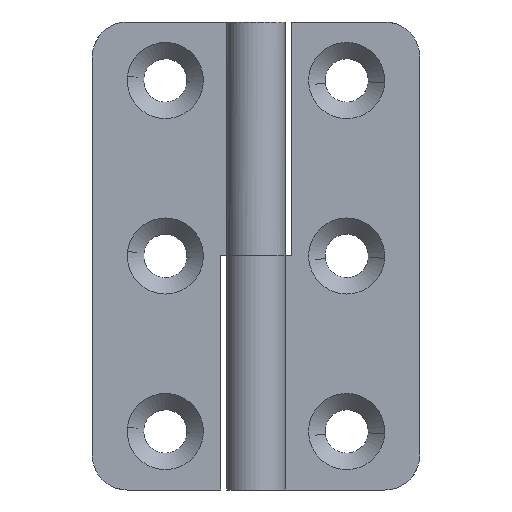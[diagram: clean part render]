
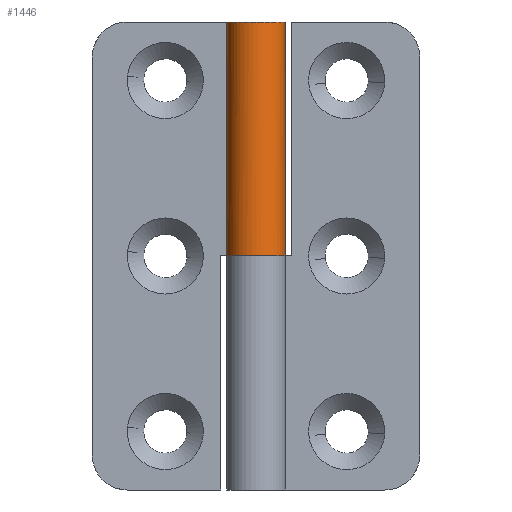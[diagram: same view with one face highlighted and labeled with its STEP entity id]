
A CAD part, front view. The second image highlights one B-rep face of the part: STEP entity #1446.
In plain terms, the highlighted free-form (B-spline) face has degree [1, 2] with [2, 7] control points.
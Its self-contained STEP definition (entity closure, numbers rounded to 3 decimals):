
#1125=CARTESIAN_POINT('',(0.0,2.5,20.0));
#1126=VERTEX_POINT('',#1125);
#1132=CARTESIAN_POINT('',(-2.312,0.95,20.0));
#1133=VERTEX_POINT('',#1132);
#1134=CARTESIAN_POINT('',(0.0,2.5,20.0));
#1135=CARTESIAN_POINT('',(1.853,2.5,20.));
#1136=CARTESIAN_POINT('',(2.392,0.727,20.0));
#1137=CARTESIAN_POINT('',(2.931,-1.045,20.));
#1138=CARTESIAN_POINT('',(1.392,-2.077,20.0));
#1139=CARTESIAN_POINT('',(-0.147,-3.108,20.));
#1140=CARTESIAN_POINT('',(-1.582,-1.936,20.0));
#1141=CARTESIAN_POINT('',(-3.017,-0.764,20.));
#1142=CARTESIAN_POINT('',(-2.312,0.95,20.0));
#1150=(BOUNDED_CURVE()B_SPLINE_CURVE(2,(#1134,#1135,#1136,#1137,#1138,#1139,#1140,#1141,#1142),.UNSPECIFIED.,.F.,.U.)B_SPLINE_CURVE_WITH_KNOTS((3,2,2,2,3),(0.0,0.25,0.5,0.75,1.0),.UNSPECIFIED.)CURVE()GEOMETRIC_REPRESENTATION_ITEM()RATIONAL_B_SPLINE_CURVE((1.0,0.803,1.0,0.803,1.0,0.803,1.0,0.803,1.0))REPRESENTATION_ITEM(''));
#1151=EDGE_CURVE('',#1126,#1133,#1150,.T.);
#1337=CARTESIAN_POINT('',(-2.312,0.95,40.));
#1338=VERTEX_POINT('',#1337);
#1344=CARTESIAN_POINT('',(0.0,2.5,40.));
#1345=VERTEX_POINT('',#1344);
#1346=CARTESIAN_POINT('',(-2.312,0.95,40.));
#1347=CARTESIAN_POINT('',(-3.017,-0.764,40.));
#1348=CARTESIAN_POINT('',(-1.582,-1.936,40.));
#1349=CARTESIAN_POINT('',(-0.147,-3.108,40.));
#1350=CARTESIAN_POINT('',(1.392,-2.077,40.));
#1351=CARTESIAN_POINT('',(2.931,-1.045,40.));
#1352=CARTESIAN_POINT('',(2.392,0.727,40.));
#1353=CARTESIAN_POINT('',(1.853,2.5,40.));
#1354=CARTESIAN_POINT('',(0.0,2.5,40.));
#1362=(BOUNDED_CURVE()B_SPLINE_CURVE(2,(#1346,#1347,#1348,#1349,#1350,#1351,#1352,#1353,#1354),.UNSPECIFIED.,.F.,.U.)B_SPLINE_CURVE_WITH_KNOTS((3,2,2,2,3),(0.0,0.25,0.5,0.75,1.0),.UNSPECIFIED.)CURVE()GEOMETRIC_REPRESENTATION_ITEM()RATIONAL_B_SPLINE_CURVE((1.0,0.803,1.0,0.803,1.0,0.803,1.0,0.803,1.0))REPRESENTATION_ITEM(''));
#1363=EDGE_CURVE('',#1338,#1345,#1362,.T.);
#1400=CARTESIAN_POINT('',(-2.312,0.95,20.0));
#1401=CARTESIAN_POINT('',(-2.312,0.95,40.));
#1402=QUASI_UNIFORM_CURVE('',1,(#1400,#1401),.UNSPECIFIED.,.F.,.U.);
#1403=EDGE_CURVE('',#1133,#1338,#1402,.T.);
#1414=CARTESIAN_POINT('',(-0.022,2.5,19.5));
#1415=CARTESIAN_POINT('',(-0.022,2.5,40.512));
#1416=CARTESIAN_POINT('',(2.888,2.525,19.5));
#1417=CARTESIAN_POINT('',(2.888,2.525,40.512));
#1418=CARTESIAN_POINT('',(2.475,-0.355,19.5));
#1419=CARTESIAN_POINT('',(2.475,-0.355,40.512));
#1420=CARTESIAN_POINT('',(2.061,-3.236,19.5));
#1421=CARTESIAN_POINT('',(2.061,-3.236,40.512));
#1422=CARTESIAN_POINT('',(-0.724,-2.393,19.5));
#1423=CARTESIAN_POINT('',(-0.724,-2.393,40.512));
#1424=CARTESIAN_POINT('',(-3.509,-1.55,19.5));
#1425=CARTESIAN_POINT('',(-3.509,-1.55,40.512));
#1426=CARTESIAN_POINT('',(-2.256,1.076,19.5));
#1427=CARTESIAN_POINT('',(-2.256,1.076,40.512));
#1435=(BOUNDED_SURFACE()B_SPLINE_SURFACE(1,2,((#1414,#1416,#1418,#1420,#1422,#1424,#1426),(#1415,#1417,#1419,#1421,#1423,#1425,#1427)),.UNSPECIFIED.,.F.,.F.,.U.)B_SPLINE_SURFACE_WITH_KNOTS((2,2),(3,2,2,3),(0.0,21.012),(0.0,4.592,9.185,13.777),.UNSPECIFIED.)GEOMETRIC_REPRESENTATION_ITEM()RATIONAL_B_SPLINE_SURFACE(((1.0,0.652,1.0,0.652,1.0,0.652,1.0),(1.0,0.652,1.0,0.652,1.0,0.652,1.0)))REPRESENTATION_ITEM('')SURFACE());
#1436=CARTESIAN_POINT('',(0.0,2.5,20.0));
#1437=CARTESIAN_POINT('',(0.0,2.5,40.));
#1438=QUASI_UNIFORM_CURVE('',1,(#1436,#1437),.UNSPECIFIED.,.F.,.U.);
#1439=EDGE_CURVE('',#1126,#1345,#1438,.T.);
#1440=ORIENTED_EDGE('',*,*,#1439,.T.);
#1441=ORIENTED_EDGE('',*,*,#1363,.F.);
#1442=ORIENTED_EDGE('',*,*,#1403,.F.);
#1443=ORIENTED_EDGE('',*,*,#1151,.F.);
#1444=EDGE_LOOP('',(#1440,#1441,#1442,#1443));
#1445=FACE_OUTER_BOUND('',#1444,.T.);
#1446=ADVANCED_FACE('',(#1445),#1435,.T.);
